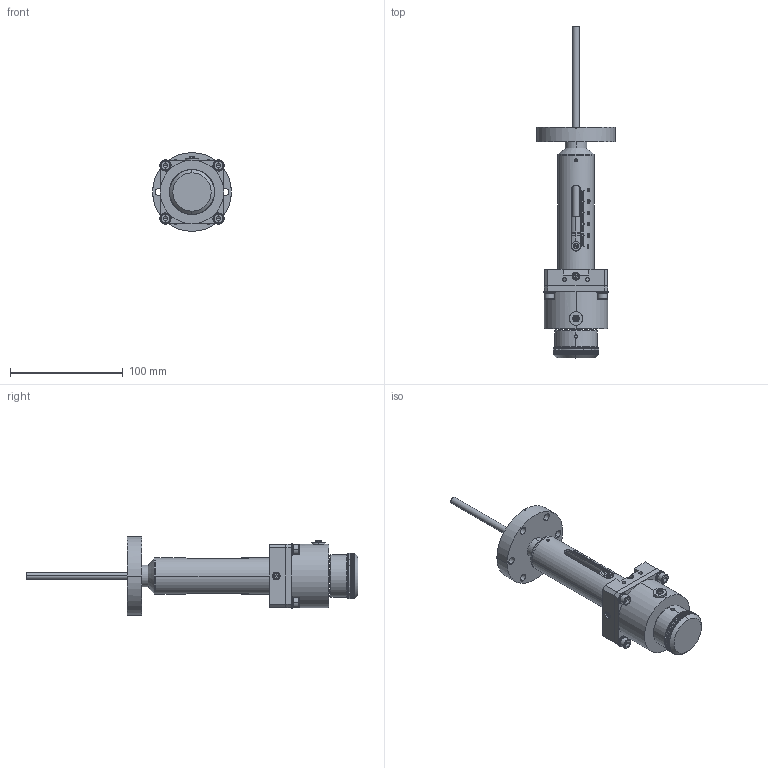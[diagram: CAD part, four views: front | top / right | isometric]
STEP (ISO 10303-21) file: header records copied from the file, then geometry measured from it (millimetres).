
FILE_DESCRIPTION (( 'STEP AP214' ), '1' );
FILE_NAME ('612-CLD50-SM-C40.STEP', '2025-05-09T08:00:50', ( '' ), ( '' ), 'SwSTEP 2.0', 'SolidWorks 2022', '' );
FILE_SCHEMA (( 'AUTOMOTIVE_DESIGN' ));
Length unit declared in the file: millimetre
Products named in the file (22): 9612-CLD-21-W-X_Expand-Varia50; 612-CLD50-SM-C40; 9612-CLD-SM-15-X_9612-CLD-SM-20A-50; DIN 912 M3 x 12 --- 12N_DIN 912 M3 x 12 --- 12N; 9612-CLD-8B; 9612-CLD-SM-13-X_9612-CLD-SM-13-50; 9612-CLD-SM-19A; 9612-CLD-09C-X_50mm CF; DIN 6797-J3.2_DIN 6797-J3.2; 9612-CLD-17; 906-XFM-X-X_906-XFM-0608-10; DIN 912 M2.5 x 8 --- 8N_DIN 912 M2.5 x 8 --- 8N; 9612-CLD-SM-14D; 9612-LD-CFB_DN40 CF; 9612-LD-MOTOR56_9612-LD-MOTOR56; DIN 912 M5 x 20 --- 20N_DIN 912 M5 x 20 --- 20N; 9612-LD-3B; DIN 914 - M4 x 12-N_DIN 914 - M4 x 12-N; Spring washer DIN 128 - A5_Spring washer DIN 128 - A5; 9612-CLD-SM-11A; Hexagon Nut ISO 4032 - M6 - D - N_Hexagon Nut ISO 4032 - M6 - D - N; Washer DIN 125 - A 5.3_Washer DIN 125 - A 5.3
Assembly tree (38 placements, depth 3):
  612-CLD50-SM-C40
    9612-CLD-21-W-X_Expand-Varia50
      9612-LD-3B
      9612-CLD-8B
    9612-CLD-09C-X_50mm CF
    906-XFM-X-X_906-XFM-0608-10
    9612-CLD-SM-11A
    9612-CLD-17  x2
    9612-LD-CFB_DN40 CF
    9612-CLD-SM-15-X_9612-CLD-SM-20A-50
    9612-CLD-SM-14D
    9612-CLD-SM-13-X_9612-CLD-SM-13-50
    9612-LD-MOTOR56_9612-LD-MOTOR56
    9612-CLD-SM-19A
    DIN 912 M2.5 x 8 --- 8N_DIN 912 M2.5 x 8 --- 8N  x2
    Hexagon Nut ISO 4032 - M6 - D - N_Hexagon Nut ISO 4032 - M6 - D - N
    DIN 912 M3 x 12 --- 12N_DIN 912 M3 x 12 --- 12N  x4
    DIN 6797-J3.2_DIN 6797-J3.2  x4
    DIN 912 M5 x 20 --- 20N_DIN 912 M5 x 20 --- 20N  x4
    DIN 914 - M4 x 12-N_DIN 914 - M4 x 12-N
    Spring washer DIN 128 - A5_Spring washer DIN 128 - A5  x4
    Washer DIN 125 - A 5.3_Washer DIN 125 - A 5.3  x4
Bounding box: 69.9 x 294.54 x 69.9 mm (x, y, z)
Volume: 247355.3 mm3; surface area: 87420.9 mm2
Topology: 45 solids, 45 shells, 2436 faces, 6041 edges, 3729 vertices
Faces by surface type: plane 1460, cylinder 622, bspline 192, cone 102, torus 60
Entity records: 95055 total; most frequent: CARTESIAN_POINT 44249, ORIENTED_EDGE 10452, DIRECTION 10005, EDGE_CURVE 5226, AXIS2_PLACEMENT_3D 3534, VERTEX_POINT 3236, LINE 2937, VECTOR 2937
